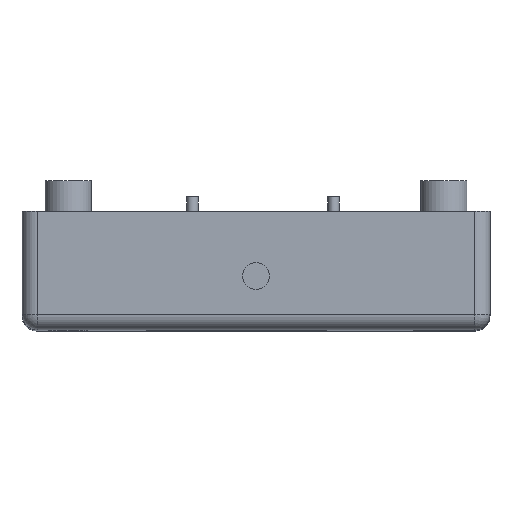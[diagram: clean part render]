
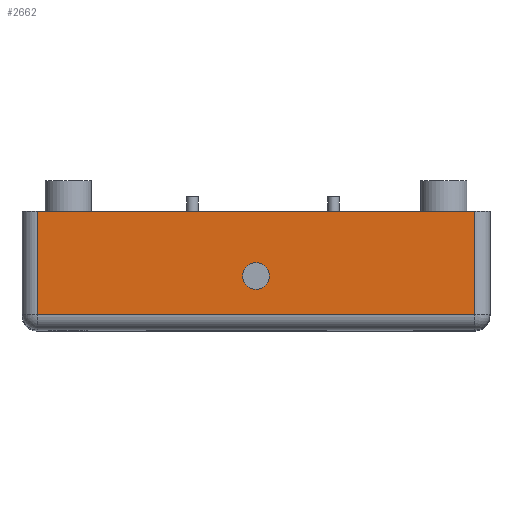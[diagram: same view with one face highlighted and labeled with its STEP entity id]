
A CAD part, top view. The second image highlights one B-rep face of the part: STEP entity #2662.
In plain terms, the highlighted planar face has unit normal (0, 0, 1).
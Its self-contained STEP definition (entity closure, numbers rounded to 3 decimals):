
#65=FACE_BOUND('',#626,.T.);
#156=CIRCLE('',#2703,1.75);
#435=FACE_OUTER_BOUND('',#625,.T.);
#625=EDGE_LOOP('',(#2357,#2358,#2359,#2360));
#626=EDGE_LOOP('',(#2361));
#805=LINE('',#4298,#1032);
#865=LINE('',#4507,#1092);
#867=LINE('',#4510,#1094);
#873=LINE('',#4521,#1100);
#1032=VECTOR('',#3496,10.);
#1092=VECTOR('',#3734,10.);
#1094=VECTOR('',#3738,10.);
#1100=VECTOR('',#3754,10.);
#1157=VERTEX_POINT('',#3924);
#1285=VERTEX_POINT('',#4295);
#1286=VERTEX_POINT('',#4297);
#1340=VERTEX_POINT('',#4487);
#1346=VERTEX_POINT('',#4502);
#1423=EDGE_CURVE('',#1157,#1157,#156,.T.);
#1601=EDGE_CURVE('',#1285,#1286,#805,.T.);
#1704=EDGE_CURVE('',#1340,#1346,#865,.T.);
#1706=EDGE_CURVE('',#1346,#1285,#867,.T.);
#1712=EDGE_CURVE('',#1286,#1340,#873,.T.);
#2357=ORIENTED_EDGE('',*,*,#1706,.F.);
#2358=ORIENTED_EDGE('',*,*,#1704,.F.);
#2359=ORIENTED_EDGE('',*,*,#1712,.F.);
#2360=ORIENTED_EDGE('',*,*,#1601,.F.);
#2361=ORIENTED_EDGE('',*,*,#1423,.T.);
#2514=PLANE('',#2958);
#2662=ADVANCED_FACE('',(#435,#65),#2514,.T.);
#2703=AXIS2_PLACEMENT_3D('',#3925,#3093,#3094);
#2958=AXIS2_PLACEMENT_3D('',#4523,#3757,#3758);
#3093=DIRECTION('center_axis',(0.,0.,-1.));
#3094=DIRECTION('ref_axis',(1.,0.,0.));
#3496=DIRECTION('',(1.,0.,0.));
#3734=DIRECTION('',(-1.,0.,0.));
#3738=DIRECTION('',(0.,1.,0.));
#3754=DIRECTION('',(0.,-1.,0.));
#3757=DIRECTION('center_axis',(0.,0.,1.));
#3758=DIRECTION('ref_axis',(1.,0.,0.));
#3924=CARTESIAN_POINT('',(-32.25,7.025,0.));
#3925=CARTESIAN_POINT('Origin',(-30.5,7.025,0.));
#4295=CARTESIAN_POINT('',(-59.,15.5,0.));
#4297=CARTESIAN_POINT('',(-2.,15.5,0.));
#4298=CARTESIAN_POINT('',(0.,15.5,0.));
#4487=CARTESIAN_POINT('',(-2.,2.,0.));
#4502=CARTESIAN_POINT('',(-59.,2.,0.));
#4507=CARTESIAN_POINT('',(-45.75,2.,0.));
#4510=CARTESIAN_POINT('',(-59.,0.,0.));
#4521=CARTESIAN_POINT('',(-2.,0.,0.));
#4523=CARTESIAN_POINT('Origin',(-61.,0.,0.));
